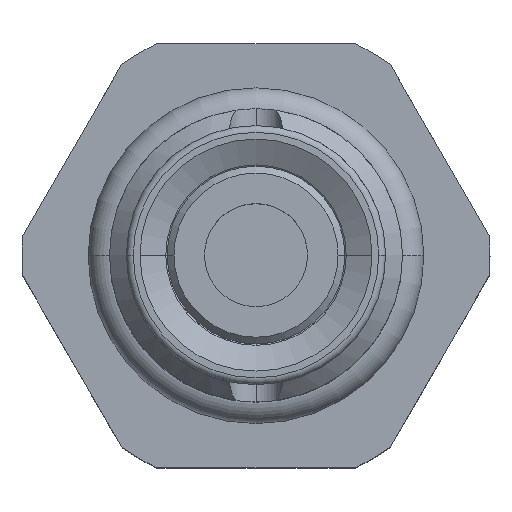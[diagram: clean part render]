
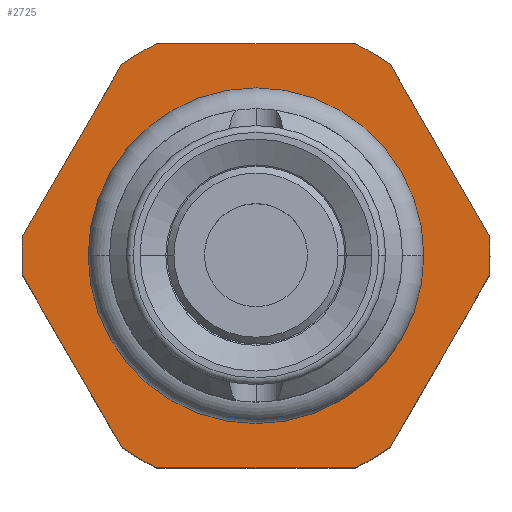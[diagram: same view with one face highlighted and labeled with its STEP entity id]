
A CAD part, top view. The second image highlights one B-rep face of the part: STEP entity #2725.
In plain terms, the highlighted planar face has unit normal (0, 0, 1).
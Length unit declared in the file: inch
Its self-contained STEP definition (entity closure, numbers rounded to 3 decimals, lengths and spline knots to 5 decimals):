
#522=CARTESIAN_POINT('',(0.,0.,0.));
#523=DIRECTION('',(0.,0.,1.));
#524=DIRECTION('',(-0.996,0.086,0.));
#525=AXIS2_PLACEMENT_3D('',#522,#523,#524);
#555=CARTESIAN_POINT('',(0.,0.,0.));
#556=DIRECTION('',(0.,0.,1.));
#557=DIRECTION('',(0.996,-0.086,0.));
#558=AXIS2_PLACEMENT_3D('',#555,#556,#557);
#560=DIRECTION('',(-0.5,-0.866,0.));
#561=VECTOR('',#560,0.29236);
#562=CARTESIAN_POINT('',(0.34372,-0.02965,0.));
#563=LINE('',#562,#561);
#564=CARTESIAN_POINT('',(0.,0.,0.));
#565=DIRECTION('',(0.,0.,-1.));
#566=DIRECTION('',(0.573,-0.82,0.));
#567=AXIS2_PLACEMENT_3D('',#564,#565,#566);
#569=DIRECTION('',(-1.,0.,0.));
#570=VECTOR('',#569,0.29236);
#571=CARTESIAN_POINT('',(0.14618,-0.3125,0.));
#572=LINE('',#571,#570);
#573=CARTESIAN_POINT('',(0.,0.,0.));
#574=DIRECTION('',(0.,0.,-1.));
#575=DIRECTION('',(-0.424,-0.906,0.));
#576=AXIS2_PLACEMENT_3D('',#573,#574,#575);
#578=DIRECTION('',(-0.5,0.866,0.));
#579=VECTOR('',#578,0.29236);
#580=CARTESIAN_POINT('',(-0.19754,-0.28285,0.));
#581=LINE('',#580,#579);
#582=DIRECTION('',(0.5,0.866,0.));
#583=VECTOR('',#582,0.29236);
#584=CARTESIAN_POINT('',(-0.34372,0.02965,0.));
#585=LINE('',#584,#583);
#586=CARTESIAN_POINT('',(0.,0.,0.));
#587=DIRECTION('',(0.,0.,-1.));
#588=DIRECTION('',(-0.573,0.82,0.));
#589=AXIS2_PLACEMENT_3D('',#586,#587,#588);
#591=DIRECTION('',(1.,0.,0.));
#592=VECTOR('',#591,0.29236);
#593=CARTESIAN_POINT('',(-0.14618,0.3125,0.));
#594=LINE('',#593,#592);
#595=CARTESIAN_POINT('',(0.,0.,0.));
#596=DIRECTION('',(0.,0.,-1.));
#597=DIRECTION('',(0.424,0.906,0.));
#598=AXIS2_PLACEMENT_3D('',#595,#596,#597);
#600=DIRECTION('',(0.5,-0.866,0.));
#601=VECTOR('',#600,0.29236);
#602=CARTESIAN_POINT('',(0.19754,0.28285,0.));
#603=LINE('',#602,#601);
#604=CARTESIAN_POINT('',(0.,0.,0.));
#605=DIRECTION('',(0.,0.,-1.));
#606=DIRECTION('',(-1.,0.,0.));
#607=AXIS2_PLACEMENT_3D('',#604,#605,#606);
#609=CARTESIAN_POINT('',(0.,0.,0.));
#610=DIRECTION('',(0.,0.,-1.));
#611=DIRECTION('',(1.,0.,0.));
#612=AXIS2_PLACEMENT_3D('',#609,#610,#611);
#1514=CARTESIAN_POINT('',(0.19754,-0.28285,0.));
#1515=CARTESIAN_POINT('',(0.14618,-0.3125,0.));
#1516=VERTEX_POINT('',#1514);
#1517=VERTEX_POINT('',#1515);
#1518=CARTESIAN_POINT('',(-0.14618,-0.3125,0.));
#1519=CARTESIAN_POINT('',(-0.19754,-0.28285,0.));
#1520=VERTEX_POINT('',#1518);
#1521=VERTEX_POINT('',#1519);
#1522=CARTESIAN_POINT('',(-0.19754,0.28285,0.));
#1523=CARTESIAN_POINT('',(-0.14618,0.3125,0.));
#1524=VERTEX_POINT('',#1522);
#1525=VERTEX_POINT('',#1523);
#1526=CARTESIAN_POINT('',(0.14618,0.3125,0.));
#1527=CARTESIAN_POINT('',(0.19754,0.28285,0.));
#1528=VERTEX_POINT('',#1526);
#1529=VERTEX_POINT('',#1527);
#1532=CARTESIAN_POINT('',(0.34372,0.02965,0.));
#1534=VERTEX_POINT('',#1532);
#1536=CARTESIAN_POINT('',(0.34372,-0.02965,0.));
#1538=VERTEX_POINT('',#1536);
#1548=CARTESIAN_POINT('',(-0.34372,-0.02965,0.));
#1550=VERTEX_POINT('',#1548);
#1552=CARTESIAN_POINT('',(-0.34372,0.02965,0.));
#1554=VERTEX_POINT('',#1552);
#1574=CARTESIAN_POINT('',(-0.216,0.,0.));
#1575=CARTESIAN_POINT('',(0.216,0.,0.));
#1576=VERTEX_POINT('',#1574);
#1577=VERTEX_POINT('',#1575);
#2690=CARTESIAN_POINT('',(0.,0.,0.));
#2691=DIRECTION('',(0.,0.,-1.));
#2692=DIRECTION('',(-1.,0.,0.));
#2693=AXIS2_PLACEMENT_3D('',#2690,#2691,#2692);
#2694=PLANE('',#2693);
#2695=ORIENTED_EDGE('',*,*,#2679,.F.);
#2697=ORIENTED_EDGE('',*,*,#2696,.T.);
#2699=ORIENTED_EDGE('',*,*,#2698,.T.);
#2701=ORIENTED_EDGE('',*,*,#2700,.T.);
#2703=ORIENTED_EDGE('',*,*,#2702,.T.);
#2705=ORIENTED_EDGE('',*,*,#2704,.T.);
#2706=ORIENTED_EDGE('',*,*,#2643,.F.);
#2708=ORIENTED_EDGE('',*,*,#2707,.T.);
#2710=ORIENTED_EDGE('',*,*,#2709,.T.);
#2712=ORIENTED_EDGE('',*,*,#2711,.T.);
#2714=ORIENTED_EDGE('',*,*,#2713,.T.);
#2716=ORIENTED_EDGE('',*,*,#2715,.T.);
#2717=EDGE_LOOP('',(#2695,#2697,#2699,#2701,#2703,#2705,#2706,#2708,#2710,#2712,
#2714,#2716));
#2718=FACE_OUTER_BOUND('',#2717,.F.);
#2720=ORIENTED_EDGE('',*,*,#2719,.F.);
#2722=ORIENTED_EDGE('',*,*,#2721,.F.);
#2723=EDGE_LOOP('',(#2720,#2722));
#2724=FACE_BOUND('',#2723,.F.);
#2725=ADVANCED_FACE('',(#2718,#2724),#2694,.F.);
#526=CIRCLE('',#525,0.345);
#559=CIRCLE('',#558,0.345);
#568=CIRCLE('',#567,0.345);
#577=CIRCLE('',#576,0.345);
#590=CIRCLE('',#589,0.345);
#599=CIRCLE('',#598,0.345);
#608=CIRCLE('',#607,0.216);
#613=CIRCLE('',#612,0.216);
#2643=EDGE_CURVE('',#1554,#1550,#526,.T.);
#2679=EDGE_CURVE('',#1538,#1534,#559,.T.);
#2696=EDGE_CURVE('',#1538,#1516,#563,.T.);
#2698=EDGE_CURVE('',#1516,#1517,#568,.T.);
#2700=EDGE_CURVE('',#1517,#1520,#572,.T.);
#2702=EDGE_CURVE('',#1520,#1521,#577,.T.);
#2704=EDGE_CURVE('',#1521,#1550,#581,.T.);
#2707=EDGE_CURVE('',#1554,#1524,#585,.T.);
#2709=EDGE_CURVE('',#1524,#1525,#590,.T.);
#2711=EDGE_CURVE('',#1525,#1528,#594,.T.);
#2713=EDGE_CURVE('',#1528,#1529,#599,.T.);
#2715=EDGE_CURVE('',#1529,#1534,#603,.T.);
#2719=EDGE_CURVE('',#1576,#1577,#608,.T.);
#2721=EDGE_CURVE('',#1577,#1576,#613,.T.);
